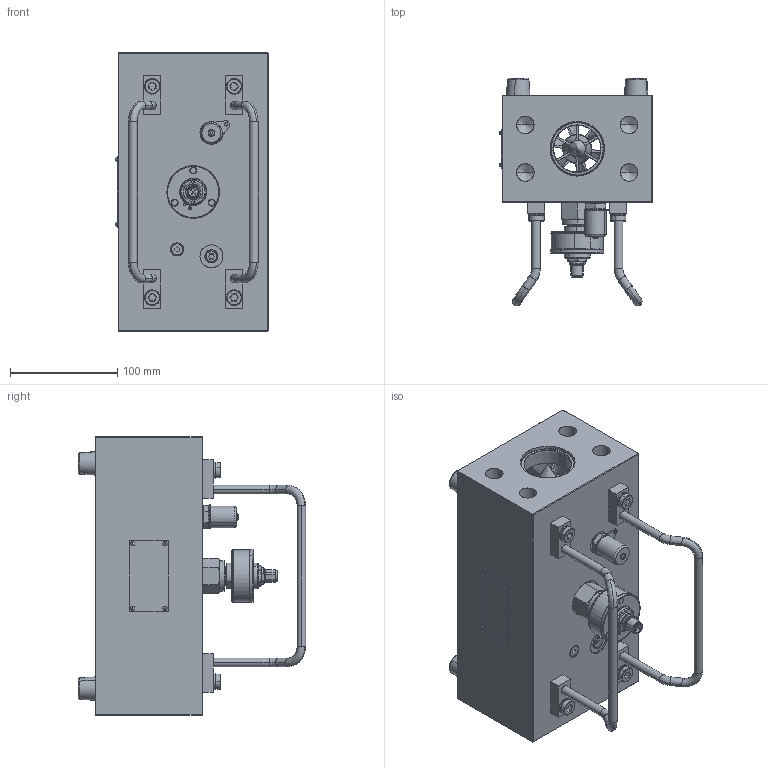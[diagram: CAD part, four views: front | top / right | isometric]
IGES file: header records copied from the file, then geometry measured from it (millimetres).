
Start section: SolidWorks IGES file using analytic representation for surfaces
Global section: file name: ECA'CT1500-5V-F-S-6.IGS; native system: SolidWorks 2011; preprocessor: SolidWorks 2011; author: afp; date: 130920.111737; units: millimetre
Bounding box: 142.29 x 211.92 x 260 mm (x, y, z)
Surface area: 360703.2 mm2 (no closed solid volume)
Topology: 0 solids, 0 shells, 1755 faces, 21304 edges, 21246 vertices
Faces by surface type: revolution 939, bspline 816
